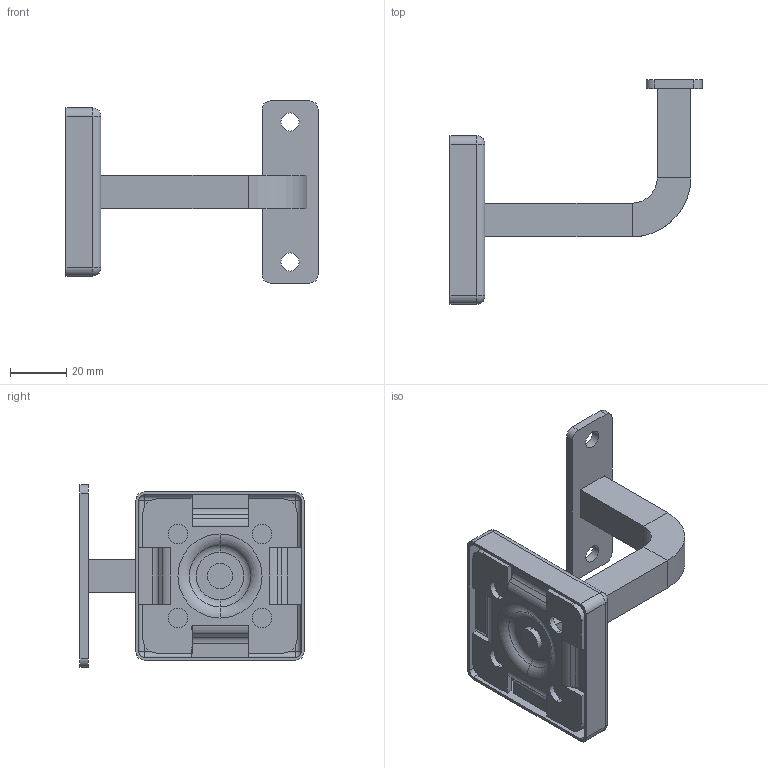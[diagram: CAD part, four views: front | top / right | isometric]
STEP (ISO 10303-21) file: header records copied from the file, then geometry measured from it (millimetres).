
FILE_DESCRIPTION (( 'STEP AP203' ), '1' );
FILE_NAME ('A_4110-000.STEP', '2019-03-15T10:43:17', ( '' ), ( '' ), 'SwSTEP 2.0', 'SolidWorks 2018', '' );
FILE_SCHEMA (( 'CONFIG_CONTROL_DESIGN' ));
Length unit declared in the file: millimetre
Products named in the file (5): A_4110-000.P1; A_4110-000.P2; A_4110-000.P3; A_4110-000; A_4110-000.P4
Assembly tree (4 placements, depth 2):
  A_4110-000
    A_4110-000.P1
    A_4110-000.P2
    A_4110-000.P3
    A_4110-000.P4
Bounding box: 90 x 80 x 65 mm (x, y, z)
Volume: 32424.1 mm3; surface area: 28011.2 mm2
Topology: 4 solids, 4 shells, 161 faces, 408 edges, 252 vertices
Faces by surface type: plane 83, cylinder 62, torus 8, sphere 8
Entity records: 5325 total; most frequent: DIRECTION 880, CARTESIAN_POINT 820, ORIENTED_EDGE 800, EDGE_CURVE 400, AXIS2_PLACEMENT_3D 312, VECTOR 256, LINE 256, VERTEX_POINT 252
